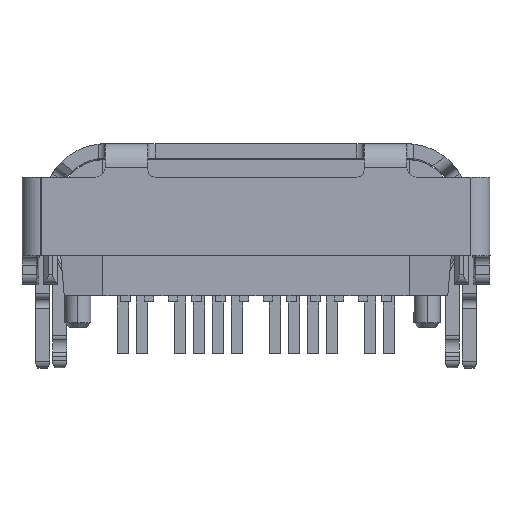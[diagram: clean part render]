
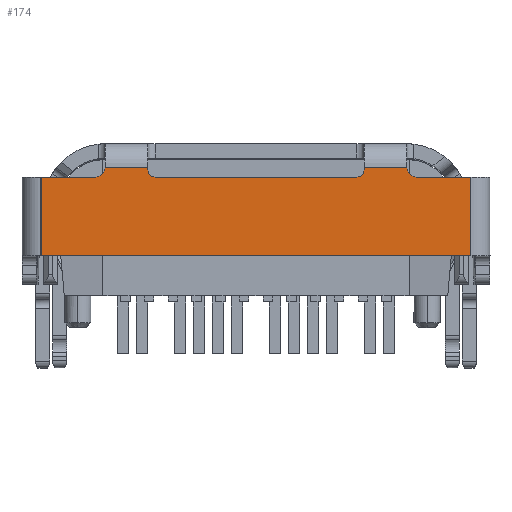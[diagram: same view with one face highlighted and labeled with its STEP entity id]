
A CAD part, top view. The second image highlights one B-rep face of the part: STEP entity #174.
In plain terms, the highlighted planar face has unit normal (0, 0, 1).
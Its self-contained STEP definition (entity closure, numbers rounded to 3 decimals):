
#174 = ADVANCED_FACE ( 'NONE', ( #8713 ), #23773, .T. ) ;
#315 = ORIENTED_EDGE ( 'NONE', *, *, #17697, .F. ) ;
#348 = CARTESIAN_POINT ( 'NONE',  ( 43.264, -0.135, -20.894 ) ) ;
#515 = ORIENTED_EDGE ( 'NONE', *, *, #17368, .F. ) ;
#619 = CARTESIAN_POINT ( 'NONE',  ( 50.964, -0.335, -20.894 ) ) ;
#651 = AXIS2_PLACEMENT_3D ( 'NONE', #13473, #14364, #14125 ) ;
#1718 = VECTOR ( 'NONE', #24524, 1000. ) ;
#2532 = VECTOR ( 'NONE', #29008, 1000. ) ;
#3031 = CIRCLE ( 'NONE', #20704, 0.15 ) ;
#3925 = LINE ( 'NONE', #23444, #18215 ) ;
#4413 = CARTESIAN_POINT ( 'NONE',  ( 50.964, -1.995, -20.894 ) ) ;
#4602 = CARTESIAN_POINT ( 'NONE',  ( 48.714, -0.135, -20.894 ) ) ;
#5123 = CARTESIAN_POINT ( 'NONE',  ( 50.964, -1.995, -20.894 ) ) ;
#5253 = CARTESIAN_POINT ( 'NONE',  ( 49.814, -0.335, -20.894 ) ) ;
#6098 = ORIENTED_EDGE ( 'NONE', *, *, #16894, .F. ) ;
#7024 = DIRECTION ( 'NONE',  ( 1., 0., 0. ) ) ;
#7084 = CARTESIAN_POINT ( 'NONE',  ( 43.064, -0.335, -20.894 ) ) ;
#7810 = CARTESIAN_POINT ( 'NONE',  ( 44.164, -0.135, -20.894 ) ) ;
#8140 = CARTESIAN_POINT ( 'NONE',  ( 46.439, -0.135, -20.894 ) ) ;
#8550 = VERTEX_POINT ( 'NONE', #17964 ) ;
#8713 = FACE_OUTER_BOUND ( 'NONE', #29897, .T. ) ;
#8835 = DIRECTION ( 'NONE',  ( -1., 0., 0. ) ) ;
#9499 = CARTESIAN_POINT ( 'NONE',  ( 46.439, -0.335, -20.894 ) ) ;
#10039 = CARTESIAN_POINT ( 'NONE',  ( 44.164, -0.185, -20.894 ) ) ;
#10158 = CARTESIAN_POINT ( 'NONE',  ( 46.439, -0.135, -20.894 ) ) ;
#10422 = DIRECTION ( 'NONE',  ( 1., 0., 0. ) ) ;
#11079 = CARTESIAN_POINT ( 'NONE',  ( 50.964, -1.442, -20.894 ) ) ;
#11386 = ORIENTED_EDGE ( 'NONE', *, *, #17220, .F. ) ;
#11494 = VECTOR ( 'NONE', #8835, 1000. ) ;
#12294 = B_SPLINE_CURVE_WITH_KNOTS ( 'NONE', 3,
 ( #619, #19569, #11079, #5123 ),
 .UNSPECIFIED., .F., .F.,
 ( 4, 4 ),
 ( 0., 1. ),
 .UNSPECIFIED. ) ;
#12534 = CARTESIAN_POINT ( 'NONE',  ( 41.914, -1.995, -20.894 ) ) ;
#13473 = CARTESIAN_POINT ( 'NONE',  ( 48.564, -0.185, -20.894 ) ) ;
#13701 = CIRCLE ( 'NONE', #18516, 0.2 ) ;
#13909 = ORIENTED_EDGE ( 'NONE', *, *, #17114, .F. ) ;
#14125 = DIRECTION ( 'NONE',  ( 0., 1., 0. ) ) ;
#14364 = DIRECTION ( 'NONE',  ( 0., 0., 1. ) ) ;
#14621 = VECTOR ( 'NONE', #31872, 1000. ) ;
#14841 = AXIS2_PLACEMENT_3D ( 'NONE', #23371, #23825, #23994 ) ;
#15246 = ORIENTED_EDGE ( 'NONE', *, *, #16884, .F. ) ;
#15715 = AXIS2_PLACEMENT_3D ( 'NONE', #28811, #28773, #35400 ) ;
#16730 = CARTESIAN_POINT ( 'NONE',  ( 46.439, -1.995, -20.894 ) ) ;
#16783 = EDGE_CURVE ( 'NONE', #21299, #18642, #16902, .T. ) ;
#16884 = EDGE_CURVE ( 'NONE', #18642, #36545, #3925, .T. ) ;
#16894 = EDGE_CURVE ( 'NONE', #36545, #23368, #3031, .T. ) ;
#16902 = LINE ( 'NONE', #8140, #23672 ) ;
#16987 = EDGE_CURVE ( 'NONE', #23368, #8550, #19558, .T. ) ;
#17057 = EDGE_CURVE ( 'NONE', #8550, #24057, #34552, .T. ) ;
#17114 = EDGE_CURVE ( 'NONE', #24057, #21528, #17794, .T. ) ;
#17150 = CARTESIAN_POINT ( 'NONE',  ( 48.714, -0.185, -20.894 ) ) ;
#17220 = EDGE_CURVE ( 'NONE', #21528, #27278, #21862, .T. ) ;
#17263 = EDGE_CURVE ( 'NONE', #27278, #21149, #26872, .T. ) ;
#17368 = EDGE_CURVE ( 'NONE', #21149, #29342, #30040, .T. ) ;
#17432 = EDGE_CURVE ( 'NONE', #29342, #26395, #12294, .T. ) ;
#17548 = EDGE_CURVE ( 'NONE', #26395, #23716, #19109, .T. ) ;
#17659 = EDGE_CURVE ( 'NONE', #23716, #32765, #21271, .T. ) ;
#17697 = EDGE_CURVE ( 'NONE', #31856, #21299, #13701, .T. ) ;
#17794 = LINE ( 'NONE', #23200, #1718 ) ;
#17803 = EDGE_CURVE ( 'NONE', #31856, #32765, #32287, .T. ) ;
#17964 = CARTESIAN_POINT ( 'NONE',  ( 48.564, -0.335, -20.894 ) ) ;
#18080 = ORIENTED_EDGE ( 'NONE', *, *, #17057, .F. ) ;
#18215 = VECTOR ( 'NONE', #23494, 1000. ) ;
#18307 = CARTESIAN_POINT ( 'NONE',  ( 49.614, -0.135, -20.894 ) ) ;
#18436 = CARTESIAN_POINT ( 'NONE',  ( 50.964, -0.335, -20.894 ) ) ;
#18516 = AXIS2_PLACEMENT_3D ( 'NONE', #32556, #32453, #32422 ) ;
#18642 = VERTEX_POINT ( 'NONE', #7810 ) ;
#18666 = VECTOR ( 'NONE', #32419, 1000. ) ;
#19109 = LINE ( 'NONE', #16730, #11494 ) ;
#19558 = LINE ( 'NONE', #30625, #18666 ) ;
#19569 = CARTESIAN_POINT ( 'NONE',  ( 50.964, -0.888, -20.894 ) ) ;
#20704 = AXIS2_PLACEMENT_3D ( 'NONE', #25278, #25194, #25503 ) ;
#20927 = VECTOR ( 'NONE', #10422, 1000. ) ;
#21149 = VERTEX_POINT ( 'NONE', #5253 ) ;
#21271 = B_SPLINE_CURVE_WITH_KNOTS ( 'NONE', 3,
 ( #34426, #34719, #34878, #34351 ),
 .UNSPECIFIED., .F., .F.,
 ( 4, 4 ),
 ( 0., 1. ),
 .UNSPECIFIED. ) ;
#21299 = VERTEX_POINT ( 'NONE', #348 ) ;
#21528 = VERTEX_POINT ( 'NONE', #4602 ) ;
#21862 = LINE ( 'NONE', #10158, #20927 ) ;
#21997 = CARTESIAN_POINT ( 'NONE',  ( 44.314, -0.335, -20.894 ) ) ;
#23200 = CARTESIAN_POINT ( 'NONE',  ( 48.714, -1.065, -20.894 ) ) ;
#23368 = VERTEX_POINT ( 'NONE', #21997 ) ;
#23371 = CARTESIAN_POINT ( 'NONE',  ( 51.145, -2.032, -20.894 ) ) ;
#23444 = CARTESIAN_POINT ( 'NONE',  ( 44.164, -1.065, -20.894 ) ) ;
#23494 = DIRECTION ( 'NONE',  ( 0., -1., 0. ) ) ;
#23672 = VECTOR ( 'NONE', #7024, 1000. ) ;
#23716 = VERTEX_POINT ( 'NONE', #12534 ) ;
#23773 = PLANE ( 'NONE',  #14841 ) ;
#23825 = DIRECTION ( 'NONE',  ( 0., 0., 1. ) ) ;
#23994 = DIRECTION ( 'NONE',  ( 0., 1., 0. ) ) ;
#24057 = VERTEX_POINT ( 'NONE', #17150 ) ;
#24524 = DIRECTION ( 'NONE',  ( 0., 1., 0. ) ) ;
#24872 = ORIENTED_EDGE ( 'NONE', *, *, #17548, .F. ) ;
#25194 = DIRECTION ( 'NONE',  ( 0., 0., 1. ) ) ;
#25278 = CARTESIAN_POINT ( 'NONE',  ( 44.314, -0.185, -20.894 ) ) ;
#25503 = DIRECTION ( 'NONE',  ( 0., -1., 0. ) ) ;
#26235 = ORIENTED_EDGE ( 'NONE', *, *, #17432, .F. ) ;
#26395 = VERTEX_POINT ( 'NONE', #4413 ) ;
#26872 = CIRCLE ( 'NONE', #15715, 0.2 ) ;
#27226 = ORIENTED_EDGE ( 'NONE', *, *, #17263, .F. ) ;
#27278 = VERTEX_POINT ( 'NONE', #18307 ) ;
#28137 = CARTESIAN_POINT ( 'NONE',  ( 42.289, -0.335, -20.894 ) ) ;
#28773 = DIRECTION ( 'NONE',  ( 0., 0., 1. ) ) ;
#28811 = CARTESIAN_POINT ( 'NONE',  ( 49.814, -0.135, -20.894 ) ) ;
#29008 = DIRECTION ( 'NONE',  ( -1., 0., 0. ) ) ;
#29215 = ORIENTED_EDGE ( 'NONE', *, *, #16783, .F. ) ;
#29342 = VERTEX_POINT ( 'NONE', #18436 ) ;
#29897 = EDGE_LOOP ( 'NONE', ( #26235, #515, #27226, #11386, #13909, #18080, #35811, #6098, #15246, #29215, #315, #30450, #35809, #24872 ) ) ;
#30040 = LINE ( 'NONE', #9499, #14621 ) ;
#30450 = ORIENTED_EDGE ( 'NONE', *, *, #17803, .T. ) ;
#30625 = CARTESIAN_POINT ( 'NONE',  ( 46.439, -0.335, -20.894 ) ) ;
#31856 = VERTEX_POINT ( 'NONE', #7084 ) ;
#31872 = DIRECTION ( 'NONE',  ( 1., 0., 0. ) ) ;
#32287 = LINE ( 'NONE', #28137, #2532 ) ;
#32419 = DIRECTION ( 'NONE',  ( 1., 0., 0. ) ) ;
#32422 = DIRECTION ( 'NONE',  ( 0., -1., 0. ) ) ;
#32453 = DIRECTION ( 'NONE',  ( 0., 0., 1. ) ) ;
#32556 = CARTESIAN_POINT ( 'NONE',  ( 43.064, -0.135, -20.894 ) ) ;
#32765 = VERTEX_POINT ( 'NONE', #34238 ) ;
#34238 = CARTESIAN_POINT ( 'NONE',  ( 41.914, -0.335, -20.894 ) ) ;
#34351 = CARTESIAN_POINT ( 'NONE',  ( 41.914, -0.335, -20.894 ) ) ;
#34426 = CARTESIAN_POINT ( 'NONE',  ( 41.914, -1.995, -20.894 ) ) ;
#34552 = CIRCLE ( 'NONE', #651, 0.15 ) ;
#34719 = CARTESIAN_POINT ( 'NONE',  ( 41.914, -1.442, -20.894 ) ) ;
#34878 = CARTESIAN_POINT ( 'NONE',  ( 41.914, -0.888, -20.894 ) ) ;
#35400 = DIRECTION ( 'NONE',  ( 0., -1., 0. ) ) ;
#35809 = ORIENTED_EDGE ( 'NONE', *, *, #17659, .F. ) ;
#35811 = ORIENTED_EDGE ( 'NONE', *, *, #16987, .F. ) ;
#36545 = VERTEX_POINT ( 'NONE', #10039 ) ;
